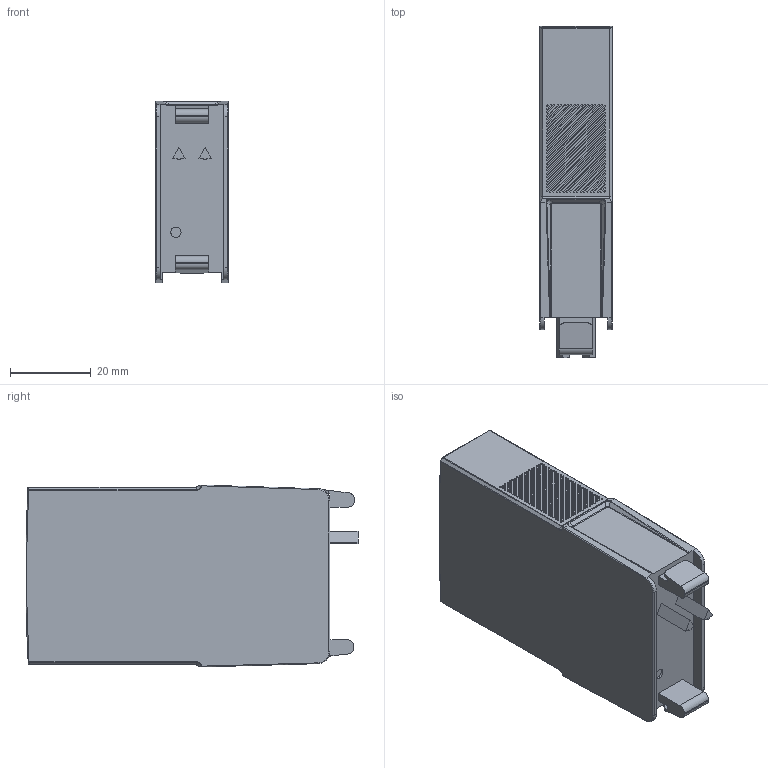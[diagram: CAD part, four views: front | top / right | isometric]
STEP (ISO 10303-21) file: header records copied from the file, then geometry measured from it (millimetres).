
FILE_DESCRIPTION((''),'2;1');
FILE_NAME('ASDASD_ASM','2022-01-05T11:04:47',('marketing.praksa'),('Audax d.o.o.'),'CREO PARAMETRIC BY PTC INC, 2021304','CREO PARAMETRIC BY PTC INC, 2021304','');
FILE_SCHEMA(('AP242_MANAGED_MODEL_BASED_3D_ENGINEERING_MIM_LF { 1 0 10303 442 1 1 4 }'));
Length unit declared in the file: millimetre
Products named in the file (7): IZ59_0523_MOD_EM_T12_PV_550_6_2; PRT0019_1_1; PRT0019_1_2; PRT0019_1_3; PRT0019_1_ASM; PRT9565; ASDASD_ASM
Assembly tree (6 placements, depth 3):
  ASDASD_ASM
    IZ59_0523_MOD_EM_T12_PV_550_6_2
    PRT0019_1_ASM
      PRT0019_1_1
      PRT0019_1_2
      PRT0019_1_3
    PRT9565
Bounding box: 18 x 82.14 x 45 mm (x, y, z)
Volume: 55412.2 mm3; surface area: 12476.7 mm2
Topology: 5 solids, 5 shells, 542 faces, 1529 edges, 1032 vertices
Faces by surface type: plane 262, cylinder 216, torus 22, bspline 21, sphere 17, cone 4
Entity records: 28620 total; most frequent: CARTESIAN_POINT 5609, ORIENTED_EDGE 3024, DIRECTION 3016, PRESENTATION_STYLE_ASSIGNMENT 2059, STYLED_ITEM 2059, CURVE_STYLE 1512, EDGE_CURVE 1512, AXIS2_PLACEMENT_3D 1121
